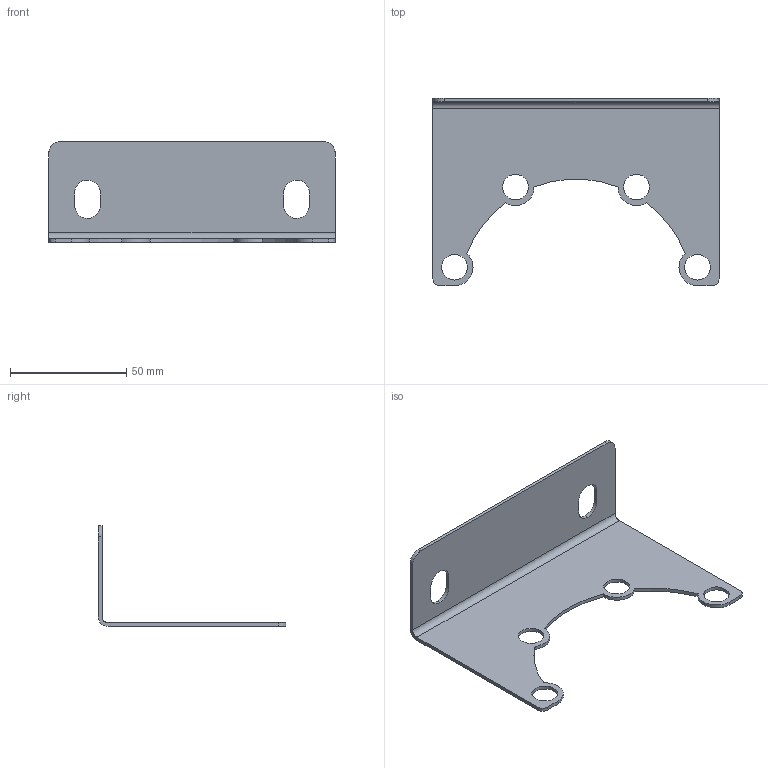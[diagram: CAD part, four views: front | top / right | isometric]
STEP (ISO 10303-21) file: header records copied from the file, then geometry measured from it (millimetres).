
FILE_DESCRIPTION(('HOOPS Exchange Step'),'2;1');
FILE_NAME('DN40-DN50.stp','2025-06-30T14:48:33+02:00',('nieru'),('Unknown organisation'),'HOOPS Exchange 2024.2','HOOPS Exchange','Unknown authorisation');
FILE_SCHEMA( ('AP203_CONFIGURATION_CONTROLLED_3D_DESIGN_OF_MECHANICAL_PARTS_AND_ASSEMBLIES_MIM_LF') );
Length unit declared in the file: millimetre
Products named in the file (1): root
Bounding box: 123.18 x 80.69 x 43.37 mm (x, y, z)
Volume: 17303.2 mm3; surface area: 22905.3 mm2
Topology: 1 solids, 1 shells, 38 faces, 108 edges, 72 vertices
Faces by surface type: plane 15, cylinder 13, extrusion 10
Full cylindrical faces by diameter (mm): 11.057 x4
Entity records: 1329 total; most frequent: CARTESIAN_POINT 339, ORIENTED_EDGE 216, DIRECTION 182, EDGE_CURVE 108, VERTEX_POINT 72, VECTOR 72, LINE 62, AXIS2_PLACEMENT_3D 55
